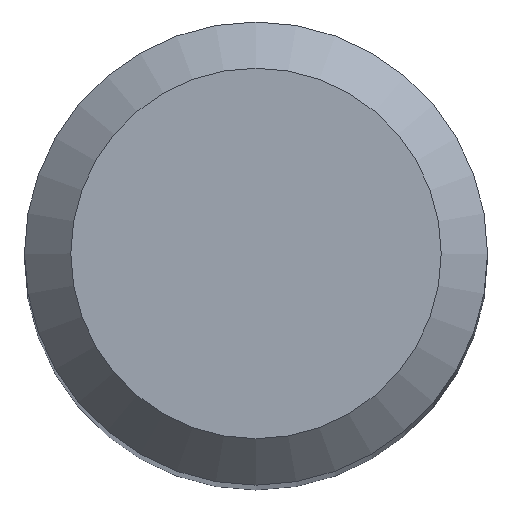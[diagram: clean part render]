
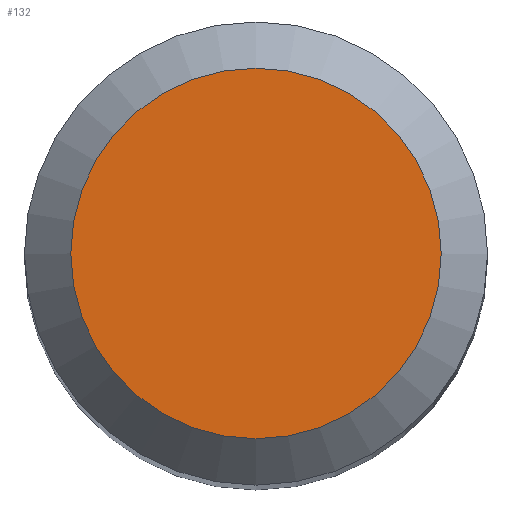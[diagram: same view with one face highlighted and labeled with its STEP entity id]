
A CAD part, top view. The second image highlights one B-rep face of the part: STEP entity #132.
In plain terms, the highlighted planar face has unit normal (0, 0, 1).
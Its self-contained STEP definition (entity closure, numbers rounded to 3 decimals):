
#3 = DIRECTION ( 'NONE',  ( 0., 0., -1. ) ) ;
#13 = PLANE ( 'NONE',  #109 ) ;
#26 = DIRECTION ( 'NONE',  ( 0., 1., 0. ) ) ;
#40 = CARTESIAN_POINT ( 'NONE',  ( 0., 0., 50. ) ) ;
#49 = CARTESIAN_POINT ( 'NONE',  ( 0., 2.4, 50. ) ) ;
#50 = CARTESIAN_POINT ( 'NONE',  ( 0., 0., 50. ) ) ;
#90 = DIRECTION ( 'NONE',  ( 0., 1., 0. ) ) ;
#91 = EDGE_CURVE ( 'NONE', #232, #232, #212, .T. ) ;
#92 = EDGE_LOOP ( 'NONE', ( #134 ) ) ;
#109 = AXIS2_PLACEMENT_3D ( 'NONE', #50, #240, #90 ) ;
#132 = ADVANCED_FACE ( 'NONE', ( #136 ), #13, .F. ) ;
#134 = ORIENTED_EDGE ( 'NONE', *, *, #91, .F. ) ;
#136 = FACE_OUTER_BOUND ( 'NONE', #92, .T. ) ;
#158 = AXIS2_PLACEMENT_3D ( 'NONE', #40, #3, #26 ) ;
#212 = CIRCLE ( 'NONE', #158, 2.4 ) ;
#232 = VERTEX_POINT ( 'NONE', #49 ) ;
#240 = DIRECTION ( 'NONE',  ( 0., 0., -1. ) ) ;
